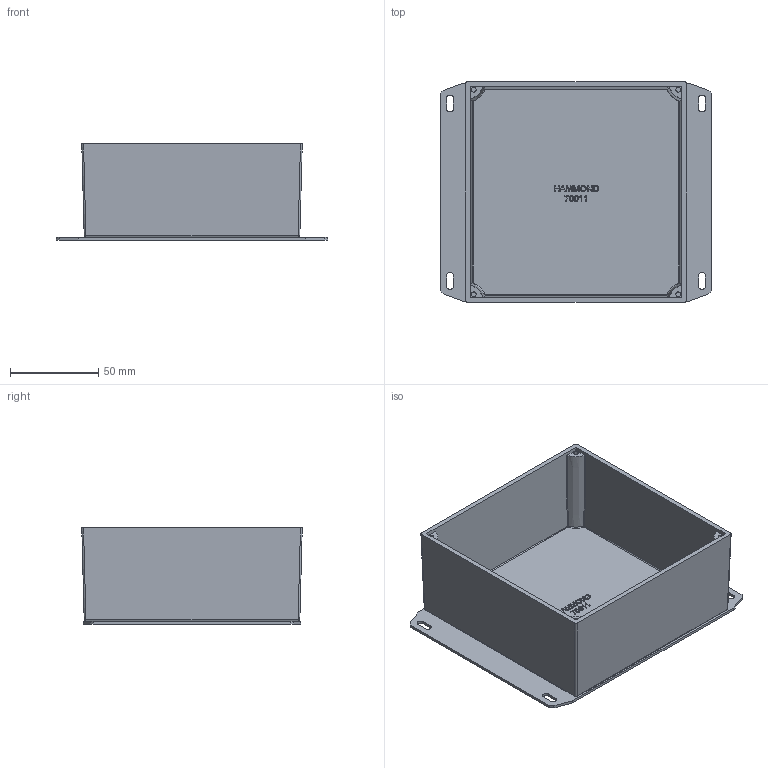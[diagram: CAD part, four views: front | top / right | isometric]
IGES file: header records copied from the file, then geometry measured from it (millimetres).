
Global section: file name: No Iges File Name specified; native system: Autodesk Inventor 2009; preprocessor: AutoDesk Inventor Iges Exporter R2009; author: trinas; date: 20090304.085101; units: millimetre
Bounding box: 154.18 x 125 x 54.5 mm (x, y, z)
Volume: 132674.3 mm3; surface area: 88964.1 mm2
Topology: 1 solids, 1 shells, 246 faces, 639 edges, 406 vertices
Faces by surface type: plane 133, bspline 81, revolution 16, cylinder 8, cone 4, sphere 4
